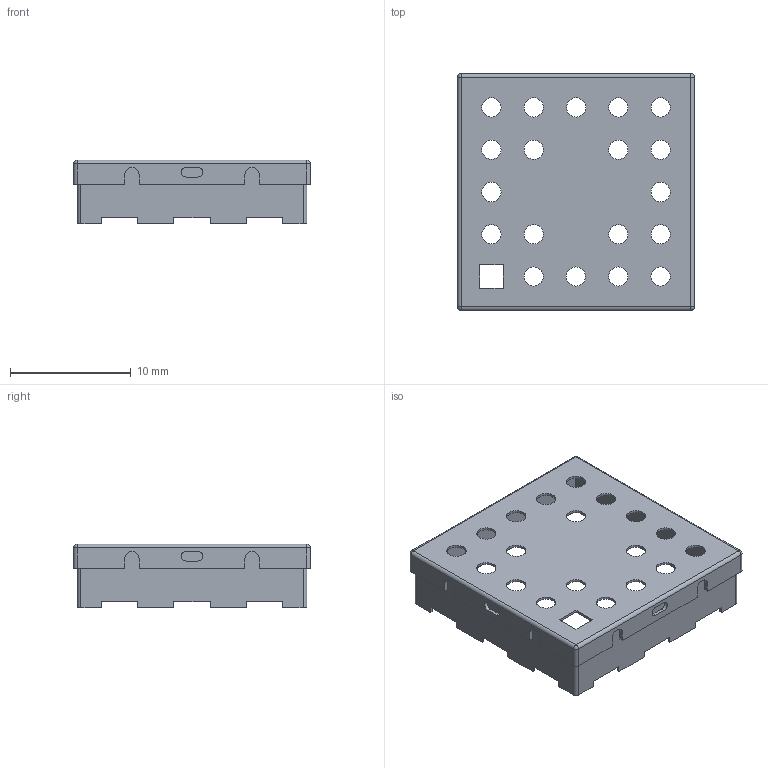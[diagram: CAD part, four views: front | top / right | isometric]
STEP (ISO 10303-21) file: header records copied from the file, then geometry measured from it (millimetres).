
FILE_DESCRIPTION(/* description */ (''),/* implementation_level */ '2;1');
FILE_NAME(/* name */ 'emi_shield.stp',/* time_stamp */ '2019-03-13T15:53:05+01:00',/* author */ ('Thartarus'),/* organization */ (''),/* preprocessor_version */ 'ST-DEVELOPER v17',/* originating_system */ 'Autodesk Inventor 2019',/* authorisation */ '');
FILE_SCHEMA (('AUTOMOTIVE_DESIGN { 1 0 10303 214 3 1 1 }'));
Length unit declared in the file: millimetre
Products named in the file (1): emi_shield
Bounding box: 19.66 x 19.66 x 5.28 mm (x, y, z)
Volume: 180.8 mm3; surface area: 1461.3 mm2
Topology: 1 solids, 1 shells, 155 faces, 432 edges, 284 vertices
Faces by surface type: plane 103, cylinder 48, sphere 4
Full cylindrical faces by diameter (mm): 1.6 x19, 5.99 x1
Entity records: 5065 total; most frequent: CARTESIAN_POINT 872, ORIENTED_EDGE 864, DIRECTION 840, EDGE_CURVE 432, LINE 336, VECTOR 336, VERTEX_POINT 284, AXIS2_PLACEMENT_3D 252
